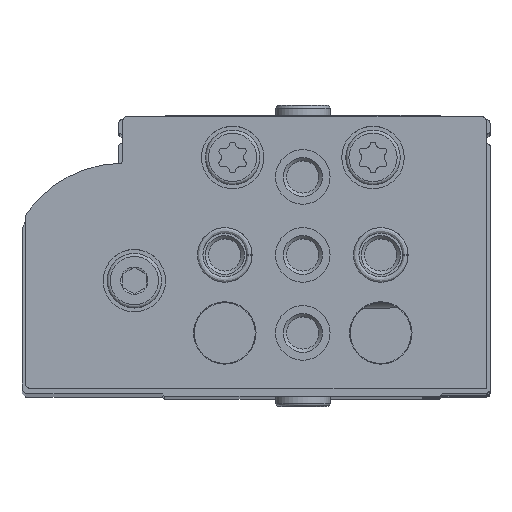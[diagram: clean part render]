
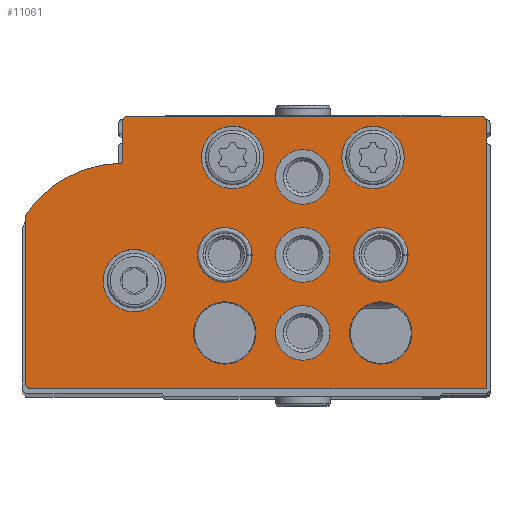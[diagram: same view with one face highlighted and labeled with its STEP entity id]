
A CAD part, top view. The second image highlights one B-rep face of the part: STEP entity #11061.
In plain terms, the highlighted face is planar.
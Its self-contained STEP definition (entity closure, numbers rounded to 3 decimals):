
#1123=LINE('',#18727,#1922);
#1125=LINE('',#18731,#1924);
#1128=LINE('',#18739,#1927);
#1133=LINE('',#18755,#1932);
#1136=LINE('',#18763,#1935);
#1922=VECTOR('',#15182,1000.);
#1924=VECTOR('',#15186,1000.);
#1927=VECTOR('',#15195,1000.);
#1932=VECTOR('',#15214,1000.);
#1935=VECTOR('',#15223,1000.);
#4188=ORIENTED_EDGE('',*,*,#6124,.T.);
#4189=ORIENTED_EDGE('',*,*,#6125,.T.);
#4190=ORIENTED_EDGE('',*,*,#6126,.T.);
#4191=ORIENTED_EDGE('',*,*,#6127,.T.);
#4192=ORIENTED_EDGE('',*,*,#6128,.T.);
#4193=ORIENTED_EDGE('',*,*,#6129,.T.);
#4194=ORIENTED_EDGE('',*,*,#6130,.T.);
#4195=ORIENTED_EDGE('',*,*,#6131,.T.);
#4196=ORIENTED_EDGE('',*,*,#6132,.T.);
#4197=ORIENTED_EDGE('',*,*,#6133,.T.);
#4198=ORIENTED_EDGE('',*,*,#6101,.F.);
#4199=ORIENTED_EDGE('',*,*,#6122,.F.);
#4200=ORIENTED_EDGE('',*,*,#6120,.F.);
#4201=ORIENTED_EDGE('',*,*,#6118,.F.);
#4202=ORIENTED_EDGE('',*,*,#6116,.T.);
#4203=ORIENTED_EDGE('',*,*,#6114,.F.);
#4204=ORIENTED_EDGE('',*,*,#6112,.F.);
#4205=ORIENTED_EDGE('',*,*,#6110,.F.);
#4206=ORIENTED_EDGE('',*,*,#6108,.F.);
#4207=ORIENTED_EDGE('',*,*,#6106,.F.);
#4208=ORIENTED_EDGE('',*,*,#6104,.F.);
#6101=EDGE_CURVE('',#7301,#7302,#7990,.T.);
#6104=EDGE_CURVE('',#7302,#7303,#1123,.T.);
#6106=EDGE_CURVE('',#7303,#7304,#1125,.T.);
#6108=EDGE_CURVE('',#7304,#7305,#7991,.T.);
#6110=EDGE_CURVE('',#7305,#7306,#1128,.T.);
#6112=EDGE_CURVE('',#7306,#7307,#7992,.T.);
#6114=EDGE_CURVE('',#7307,#7308,#7993,.T.);
#6116=EDGE_CURVE('',#7309,#7308,#7994,.T.);
#6118=EDGE_CURVE('',#7309,#7310,#1133,.T.);
#6120=EDGE_CURVE('',#7310,#7311,#7995,.T.);
#6122=EDGE_CURVE('',#7311,#7301,#1136,.T.);
#6124=EDGE_CURVE('',#7312,#7312,#7996,.T.);
#6125=EDGE_CURVE('',#7313,#7313,#7997,.T.);
#6126=EDGE_CURVE('',#7314,#7314,#7998,.T.);
#6127=EDGE_CURVE('',#7315,#7315,#7999,.T.);
#6128=EDGE_CURVE('',#7316,#7316,#8000,.T.);
#6129=EDGE_CURVE('',#7317,#7317,#8001,.T.);
#6130=EDGE_CURVE('',#7318,#7318,#8002,.T.);
#6131=EDGE_CURVE('',#7319,#7319,#8003,.T.);
#6132=EDGE_CURVE('',#7320,#7320,#8004,.T.);
#6133=EDGE_CURVE('',#7321,#7321,#8005,.T.);
#7301=VERTEX_POINT('',#18722);
#7302=VERTEX_POINT('',#18723);
#7303=VERTEX_POINT('',#18728);
#7304=VERTEX_POINT('',#18732);
#7305=VERTEX_POINT('',#18736);
#7306=VERTEX_POINT('',#18740);
#7307=VERTEX_POINT('',#18744);
#7308=VERTEX_POINT('',#18748);
#7309=VERTEX_POINT('',#18752);
#7310=VERTEX_POINT('',#18756);
#7311=VERTEX_POINT('',#18760);
#7312=VERTEX_POINT('',#18767);
#7313=VERTEX_POINT('',#18769);
#7314=VERTEX_POINT('',#18771);
#7315=VERTEX_POINT('',#18773);
#7316=VERTEX_POINT('',#18775);
#7317=VERTEX_POINT('',#18777);
#7318=VERTEX_POINT('',#18779);
#7319=VERTEX_POINT('',#18781);
#7320=VERTEX_POINT('',#18783);
#7321=VERTEX_POINT('',#18785);
#7990=CIRCLE('',#12375,0.5);
#7991=CIRCLE('',#12379,0.5);
#7992=CIRCLE('',#12382,1.);
#7993=CIRCLE('',#12384,15.);
#7994=CIRCLE('',#12386,0.3);
#7995=CIRCLE('',#12389,0.5);
#7996=CIRCLE('',#12392,4.);
#7997=CIRCLE('',#12393,4.);
#7998=CIRCLE('',#12394,4.);
#7999=CIRCLE('',#12395,3.5);
#8000=CIRCLE('',#12396,3.5);
#8001=CIRCLE('',#12397,3.5);
#8002=CIRCLE('',#12398,3.5);
#8003=CIRCLE('',#12399,3.5);
#8004=CIRCLE('',#12400,4.);
#8005=CIRCLE('',#12401,4.);
#8868=EDGE_LOOP('',(#4188));
#8869=EDGE_LOOP('',(#4189));
#8870=EDGE_LOOP('',(#4190));
#8871=EDGE_LOOP('',(#4191));
#8872=EDGE_LOOP('',(#4192));
#8873=EDGE_LOOP('',(#4193));
#8874=EDGE_LOOP('',(#4194));
#8875=EDGE_LOOP('',(#4195));
#8876=EDGE_LOOP('',(#4196));
#8877=EDGE_LOOP('',(#4197));
#8878=EDGE_LOOP('',(#4198,#4199,#4200,#4201,#4202,#4203,#4204,#4205,#4206,
#4207,#4208));
#9910=FACE_BOUND('',#8868,.T.);
#9911=FACE_BOUND('',#8869,.T.);
#9912=FACE_BOUND('',#8870,.T.);
#9913=FACE_BOUND('',#8871,.T.);
#9914=FACE_BOUND('',#8872,.T.);
#9915=FACE_BOUND('',#8873,.T.);
#9916=FACE_BOUND('',#8874,.T.);
#9917=FACE_BOUND('',#8875,.T.);
#9918=FACE_BOUND('',#8876,.T.);
#9919=FACE_BOUND('',#8877,.T.);
#9920=FACE_BOUND('',#8878,.T.);
#10523=PLANE('',#12391);
#11061=ADVANCED_FACE('',(#9910,#9911,#9912,#9913,#9914,#9915,#9916,#9917,
#9918,#9919,#9920),#10523,.F.);
#12375=AXIS2_PLACEMENT_3D('',#18721,#15176,#15177);
#12379=AXIS2_PLACEMENT_3D('',#18735,#15190,#15191);
#12382=AXIS2_PLACEMENT_3D('',#18743,#15199,#15200);
#12384=AXIS2_PLACEMENT_3D('',#18747,#15204,#15205);
#12386=AXIS2_PLACEMENT_3D('',#18751,#15209,#15210);
#12389=AXIS2_PLACEMENT_3D('',#18759,#15218,#15219);
#12391=AXIS2_PLACEMENT_3D('',#18765,#15225,#15226);
#12392=AXIS2_PLACEMENT_3D('',#18766,#15227,#15228);
#12393=AXIS2_PLACEMENT_3D('',#18768,#15229,#15230);
#12394=AXIS2_PLACEMENT_3D('',#18770,#15231,#15232);
#12395=AXIS2_PLACEMENT_3D('',#18772,#15233,#15234);
#12396=AXIS2_PLACEMENT_3D('',#18774,#15235,#15236);
#12397=AXIS2_PLACEMENT_3D('',#18776,#15237,#15238);
#12398=AXIS2_PLACEMENT_3D('',#18778,#15239,#15240);
#12399=AXIS2_PLACEMENT_3D('',#18780,#15241,#15242);
#12400=AXIS2_PLACEMENT_3D('',#18782,#15243,#15244);
#12401=AXIS2_PLACEMENT_3D('',#18784,#15245,#15246);
#15176=DIRECTION('',(0.,0.,1.));
#15177=DIRECTION('',(1.,0.,0.));
#15182=DIRECTION('',(0.,-1.,0.));
#15186=DIRECTION('',(1.,0.,0.));
#15190=DIRECTION('',(0.,0.,1.));
#15191=DIRECTION('',(1.,0.,0.));
#15195=DIRECTION('',(0.,1.,0.));
#15199=DIRECTION('',(0.,0.,1.));
#15200=DIRECTION('',(1.,0.,0.));
#15204=DIRECTION('',(0.,0.,1.));
#15205=DIRECTION('',(1.,0.,0.));
#15209=DIRECTION('',(0.,0.,1.));
#15210=DIRECTION('',(1.,0.,0.));
#15214=DIRECTION('',(0.,1.,0.));
#15218=DIRECTION('',(0.,0.,1.));
#15219=DIRECTION('',(1.,0.,0.));
#15223=DIRECTION('',(-1.,0.,0.));
#15225=DIRECTION('',(0.,0.,1.));
#15226=DIRECTION('',(1.,0.,0.));
#15227=DIRECTION('',(0.,0.,1.));
#15228=DIRECTION('',(1.,0.,0.));
#15229=DIRECTION('',(0.,0.,1.));
#15230=DIRECTION('',(1.,0.,0.));
#15231=DIRECTION('',(0.,0.,1.));
#15232=DIRECTION('',(1.,0.,0.));
#15233=DIRECTION('',(0.,0.,1.));
#15234=DIRECTION('',(1.,0.,0.));
#15235=DIRECTION('',(0.,0.,1.));
#15236=DIRECTION('',(1.,0.,0.));
#15237=DIRECTION('',(0.,0.,1.));
#15238=DIRECTION('',(1.,0.,0.));
#15239=DIRECTION('',(0.,0.,1.));
#15240=DIRECTION('',(1.,0.,0.));
#15241=DIRECTION('',(0.,0.,1.));
#15242=DIRECTION('',(1.,0.,0.));
#15243=DIRECTION('',(0.,0.,1.));
#15244=DIRECTION('',(1.,0.,0.));
#15245=DIRECTION('',(0.,0.,1.));
#15246=DIRECTION('',(1.,0.,0.));
#18721=CARTESIAN_POINT('',(0.5,34.3,0.));
#18722=CARTESIAN_POINT('',(0.5,34.8,0.));
#18723=CARTESIAN_POINT('',(0.,34.3,0.));
#18727=CARTESIAN_POINT('',(0.,34.3,0.));
#18728=CARTESIAN_POINT('',(0.,0.,0.));
#18731=CARTESIAN_POINT('',(0.,0.,0.));
#18732=CARTESIAN_POINT('',(58.5,0.,0.));
#18735=CARTESIAN_POINT('',(58.5,0.5,0.));
#18736=CARTESIAN_POINT('',(59.,0.5,0.));
#18739=CARTESIAN_POINT('',(59.,0.5,0.));
#18740=CARTESIAN_POINT('',(59.,21.976,0.));
#18743=CARTESIAN_POINT('',(58.,21.976,0.));
#18744=CARTESIAN_POINT('',(58.814,22.557,0.));
#18747=CARTESIAN_POINT('',(46.6,13.85,0.));
#18748=CARTESIAN_POINT('',(46.894,28.847,0.));
#18751=CARTESIAN_POINT('',(46.9,29.147,0.));
#18752=CARTESIAN_POINT('',(46.6,29.147,0.));
#18755=CARTESIAN_POINT('',(46.6,29.147,0.));
#18756=CARTESIAN_POINT('',(46.6,34.3,0.));
#18759=CARTESIAN_POINT('',(46.1,34.3,0.));
#18760=CARTESIAN_POINT('',(46.1,34.8,0.));
#18763=CARTESIAN_POINT('',(46.1,34.8,0.));
#18765=CARTESIAN_POINT('',(0.5,34.3,0.));
#18766=CARTESIAN_POINT('',(45.1,13.8,0.));
#18767=CARTESIAN_POINT('',(49.1,13.8,0.));
#18768=CARTESIAN_POINT('',(32.5,29.6,0.));
#18769=CARTESIAN_POINT('',(36.5,29.6,0.));
#18770=CARTESIAN_POINT('',(14.5,29.6,0.));
#18771=CARTESIAN_POINT('',(18.5,29.6,0.));
#18772=CARTESIAN_POINT('',(23.5,27.1,0.));
#18773=CARTESIAN_POINT('',(27.,27.1,0.));
#18774=CARTESIAN_POINT('',(33.5,17.1,0.));
#18775=CARTESIAN_POINT('',(37.,17.1,0.));
#18776=CARTESIAN_POINT('',(23.5,17.1,0.));
#18777=CARTESIAN_POINT('',(27.,17.1,0.));
#18778=CARTESIAN_POINT('',(13.5,17.1,0.));
#18779=CARTESIAN_POINT('',(17.,17.1,0.));
#18780=CARTESIAN_POINT('',(23.5,7.1,0.));
#18781=CARTESIAN_POINT('',(27.,7.1,0.));
#18782=CARTESIAN_POINT('',(33.5,7.1,0.));
#18783=CARTESIAN_POINT('',(37.5,7.1,0.));
#18784=CARTESIAN_POINT('',(13.5,7.1,0.));
#18785=CARTESIAN_POINT('',(17.5,7.1,0.));
